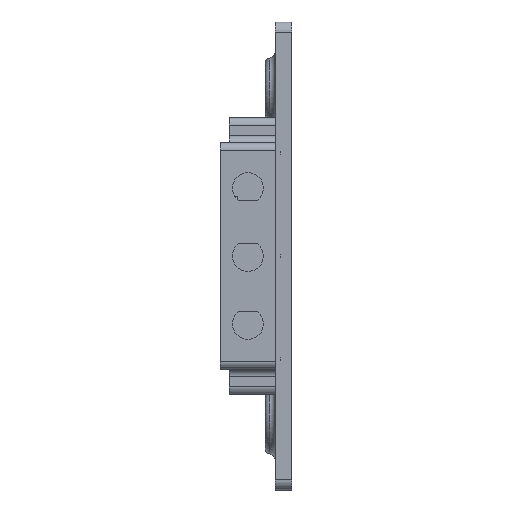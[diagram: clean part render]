
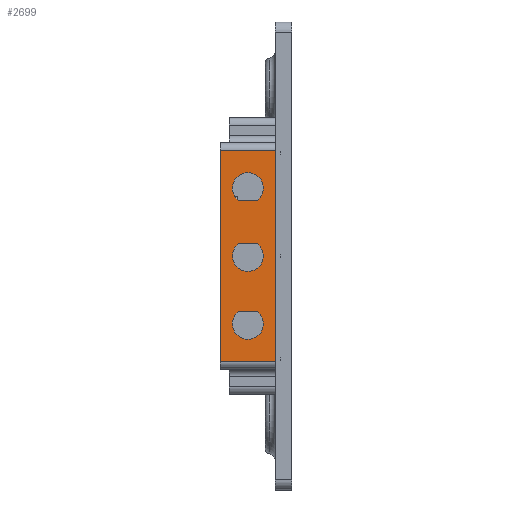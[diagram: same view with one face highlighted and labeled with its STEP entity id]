
A CAD part, left-side view. The second image highlights one B-rep face of the part: STEP entity #2699.
In plain terms, the highlighted planar face has unit normal (-1, 0, 0).
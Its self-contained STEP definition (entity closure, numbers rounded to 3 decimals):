
#260 = VERTEX_POINT ( 'NONE', #8993 ) ;
#261 = DIRECTION ( 'NONE',  ( -1., 0., 0. ) ) ;
#334 = CARTESIAN_POINT ( 'NONE',  ( -70., 12.452, 33.15 ) ) ;
#454 = VECTOR ( 'NONE', #3125, 1000. ) ;
#653 = ORIENTED_EDGE ( 'NONE', *, *, #5973, .F. ) ;
#668 = DIRECTION ( 'NONE',  ( 0., 0., -1. ) ) ;
#725 = ORIENTED_EDGE ( 'NONE', *, *, #4169, .T. ) ;
#787 = ORIENTED_EDGE ( 'NONE', *, *, #10398, .T. ) ;
#893 = FACE_BOUND ( 'NONE', #11163, .T. ) ;
#935 = VERTEX_POINT ( 'NONE', #3162 ) ;
#1059 = DIRECTION ( 'NONE',  ( 0., -1., 0. ) ) ;
#1163 = FACE_BOUND ( 'NONE', #4614, .T. ) ;
#1318 = DIRECTION ( 'NONE',  ( 0., 1., 0. ) ) ;
#1320 = AXIS2_PLACEMENT_3D ( 'NONE', #3384, #8627, #8542 ) ;
#1484 = ORIENTED_EDGE ( 'NONE', *, *, #3864, .F. ) ;
#1622 = CIRCLE ( 'NONE', #4710, 6.15 ) ;
#1719 = VERTEX_POINT ( 'NONE', #7886 ) ;
#1783 = VECTOR ( 'NONE', #1318, 1000. ) ;
#1834 = AXIS2_PLACEMENT_3D ( 'NONE', #2110, #261, #10799 ) ;
#1845 = DIRECTION ( 'NONE',  ( 0., 0., -1. ) ) ;
#1917 = CARTESIAN_POINT ( 'NONE',  ( -70., 15.889, -21.9 ) ) ;
#2068 = VECTOR ( 'NONE', #4119, 1000. ) ;
#2110 = CARTESIAN_POINT ( 'NONE',  ( -70., 12.452, 0. ) ) ;
#2189 = CARTESIAN_POINT ( 'NONE',  ( -70., 12.452, -27. ) ) ;
#2326 = CARTESIAN_POINT ( 'NONE',  ( -70., 15.889, 21.9 ) ) ;
#2339 = CIRCLE ( 'NONE', #10946, 6.15 ) ;
#2629 = VECTOR ( 'NONE', #9714, 1000. ) ;
#2647 = EDGE_LOOP ( 'NONE', ( #9057, #8909, #5899 ) ) ;
#2699 = ADVANCED_FACE ( 'NONE', ( #893, #2921, #1163, #6838 ), #6958, .F. ) ;
#2732 = DIRECTION ( 'NONE',  ( 0., 0., 1. ) ) ;
#2919 = CARTESIAN_POINT ( 'NONE',  ( -70., 1.5, 42. ) ) ;
#2921 = FACE_OUTER_BOUND ( 'NONE', #9387, .T. ) ;
#3125 = DIRECTION ( 'NONE',  ( 0., 1., 0. ) ) ;
#3153 = LINE ( 'NONE', #8371, #2068 ) ;
#3162 = CARTESIAN_POINT ( 'NONE',  ( -70., 9.015, -21.9 ) ) ;
#3360 = VERTEX_POINT ( 'NONE', #334 ) ;
#3384 = CARTESIAN_POINT ( 'NONE',  ( -70., 193.338, -45. ) ) ;
#3505 = CIRCLE ( 'NONE', #1834, 6.15 ) ;
#3864 = EDGE_CURVE ( 'NONE', #4534, #5347, #4372, .T. ) ;
#3893 = EDGE_CURVE ( 'NONE', #1719, #4652, #8972, .T. ) ;
#4119 = DIRECTION ( 'NONE',  ( 0., 0., -1. ) ) ;
#4169 = EDGE_CURVE ( 'NONE', #4652, #8073, #10879, .T. ) ;
#4372 = LINE ( 'NONE', #9479, #2629 ) ;
#4534 = VERTEX_POINT ( 'NONE', #7340 ) ;
#4614 = EDGE_LOOP ( 'NONE', ( #653, #9389 ) ) ;
#4638 = EDGE_CURVE ( 'NONE', #9528, #3360, #7612, .T. ) ;
#4652 = VERTEX_POINT ( 'NONE', #6560 ) ;
#4710 = AXIS2_PLACEMENT_3D ( 'NONE', #9607, #8869, #1845 ) ;
#4847 = CARTESIAN_POINT ( 'NONE',  ( -70., 15.889, 21.9 ) ) ;
#4889 = ORIENTED_EDGE ( 'NONE', *, *, #3893, .T. ) ;
#5126 = CARTESIAN_POINT ( 'NONE',  ( -70., 15.889, 5.1 ) ) ;
#5151 = VECTOR ( 'NONE', #5421, 1000. ) ;
#5347 = VERTEX_POINT ( 'NONE', #5126 ) ;
#5421 = DIRECTION ( 'NONE',  ( 0., 1., 0. ) ) ;
#5505 = DIRECTION ( 'NONE',  ( 0., 0., 1. ) ) ;
#5546 = EDGE_CURVE ( 'NONE', #6881, #935, #2339, .T. ) ;
#5696 = DIRECTION ( 'NONE',  ( 1., 0., 0. ) ) ;
#5819 = CARTESIAN_POINT ( 'NONE',  ( -70., 15.889, -21.9 ) ) ;
#5899 = ORIENTED_EDGE ( 'NONE', *, *, #8900, .T. ) ;
#5973 = EDGE_CURVE ( 'NONE', #935, #6881, #9358, .T. ) ;
#6215 = CARTESIAN_POINT ( 'NONE',  ( -70., 193.338, -42. ) ) ;
#6403 = VECTOR ( 'NONE', #1059, 1000. ) ;
#6560 = CARTESIAN_POINT ( 'NONE',  ( -70., 1.5, -42. ) ) ;
#6581 = ORIENTED_EDGE ( 'NONE', *, *, #10464, .T. ) ;
#6741 = CARTESIAN_POINT ( 'NONE',  ( -70., 193.338, 42. ) ) ;
#6820 = VECTOR ( 'NONE', #2732, 1000. ) ;
#6838 = FACE_BOUND ( 'NONE', #2647, .T. ) ;
#6881 = VERTEX_POINT ( 'NONE', #5819 ) ;
#6958 = PLANE ( 'NONE',  #1320 ) ;
#6987 = CARTESIAN_POINT ( 'NONE',  ( -70., 1.5, -45. ) ) ;
#7112 = VERTEX_POINT ( 'NONE', #10502 ) ;
#7154 = EDGE_CURVE ( 'NONE', #3360, #7112, #1622, .T. ) ;
#7180 = EDGE_CURVE ( 'NONE', #5347, #4534, #3505, .T. ) ;
#7220 = ORIENTED_EDGE ( 'NONE', *, *, #7180, .F. ) ;
#7340 = CARTESIAN_POINT ( 'NONE',  ( -70., 9.015, 5.1 ) ) ;
#7355 = AXIS2_PLACEMENT_3D ( 'NONE', #10876, #5696, #668 ) ;
#7612 = CIRCLE ( 'NONE', #7355, 6.15 ) ;
#7886 = CARTESIAN_POINT ( 'NONE',  ( -70., 23.405, -42. ) ) ;
#8073 = VERTEX_POINT ( 'NONE', #2919 ) ;
#8371 = CARTESIAN_POINT ( 'NONE',  ( -70., 23.405, -45. ) ) ;
#8542 = DIRECTION ( 'NONE',  ( 0., 0., -1. ) ) ;
#8627 = DIRECTION ( 'NONE',  ( 1., 0., 0. ) ) ;
#8869 = DIRECTION ( 'NONE',  ( 1., 0., 0. ) ) ;
#8900 = EDGE_CURVE ( 'NONE', #7112, #9528, #8947, .T. ) ;
#8909 = ORIENTED_EDGE ( 'NONE', *, *, #7154, .T. ) ;
#8947 = LINE ( 'NONE', #4847, #1783 ) ;
#8972 = LINE ( 'NONE', #6215, #6403 ) ;
#8993 = CARTESIAN_POINT ( 'NONE',  ( -70., 23.405, 42. ) ) ;
#9057 = ORIENTED_EDGE ( 'NONE', *, *, #4638, .T. ) ;
#9358 = LINE ( 'NONE', #1917, #5151 ) ;
#9387 = EDGE_LOOP ( 'NONE', ( #787, #4889, #725, #6581 ) ) ;
#9389 = ORIENTED_EDGE ( 'NONE', *, *, #5546, .F. ) ;
#9479 = CARTESIAN_POINT ( 'NONE',  ( -70., 15.889, 5.1 ) ) ;
#9528 = VERTEX_POINT ( 'NONE', #2326 ) ;
#9607 = CARTESIAN_POINT ( 'NONE',  ( -70., 12.452, 27. ) ) ;
#9714 = DIRECTION ( 'NONE',  ( 0., 1., 0. ) ) ;
#10398 = EDGE_CURVE ( 'NONE', #260, #1719, #3153, .T. ) ;
#10464 = EDGE_CURVE ( 'NONE', #8073, #260, #10989, .T. ) ;
#10502 = CARTESIAN_POINT ( 'NONE',  ( -70., 9.015, 21.9 ) ) ;
#10692 = DIRECTION ( 'NONE',  ( -1., 0., 0. ) ) ;
#10799 = DIRECTION ( 'NONE',  ( 0., 0., 1. ) ) ;
#10876 = CARTESIAN_POINT ( 'NONE',  ( -70., 12.452, 27. ) ) ;
#10879 = LINE ( 'NONE', #6987, #6820 ) ;
#10946 = AXIS2_PLACEMENT_3D ( 'NONE', #2189, #10692, #5505 ) ;
#10989 = LINE ( 'NONE', #6741, #454 ) ;
#11163 = EDGE_LOOP ( 'NONE', ( #1484, #7220 ) ) ;
